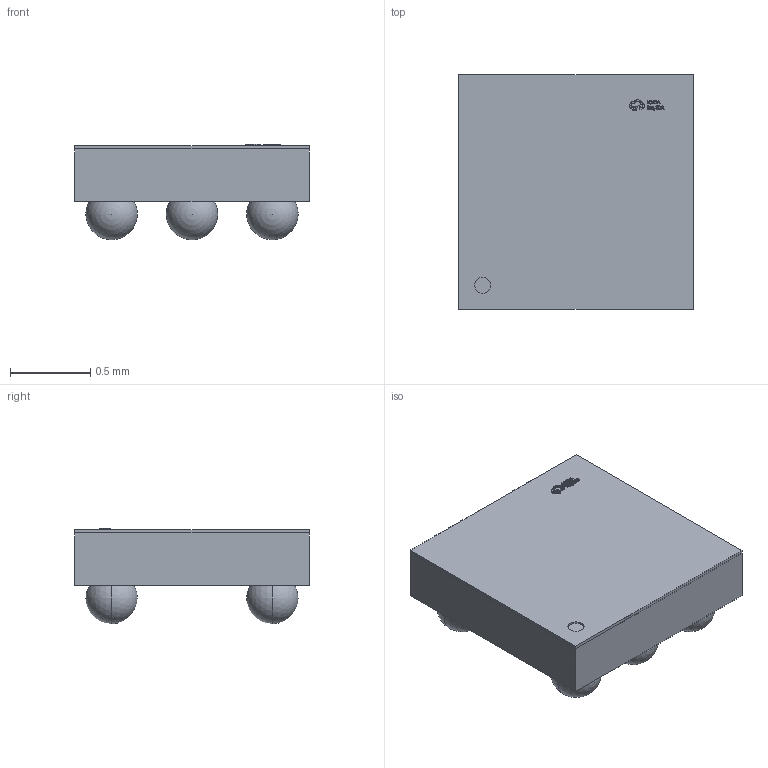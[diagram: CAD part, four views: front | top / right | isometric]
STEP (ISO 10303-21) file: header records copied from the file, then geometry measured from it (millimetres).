
FILE_DESCRIPTION (( 'STEP AP214' ), '1' );
FILE_NAME ('DSBGA-6_L1.5-W1.5-H0.6-P0.50-BL.step', '2022-06-22T14:35:02', ( '' ), ( '' ), 'SwSTEP 2.0', 'SolidWorks 2020', '' );
FILE_SCHEMA (( 'AUTOMOTIVE_DESIGN' ));
Length unit declared in the file: millimetre
Products named in the file (1): DSBGA-6_L1.5-W1.5-H0.6-P0.50-BL
Bounding box: 1.46 x 1.46 x 0.59 mm (x, y, z)
Volume: 0.8 mm3; surface area: 12.4 mm2
Topology: 8 solids, 8 shells, 316 faces, 855 edges, 570 vertices
Faces by surface type: plane 190, bspline 112, sphere 12, cylinder 2
Entity records: 13783 total; most frequent: CARTESIAN_POINT 3798, ORIENTED_EDGE 1650, DIRECTION 1035, EDGE_CURVE 825, LINE 569, VECTOR 569, VERTEX_POINT 552, EDGE_LOOP 343
